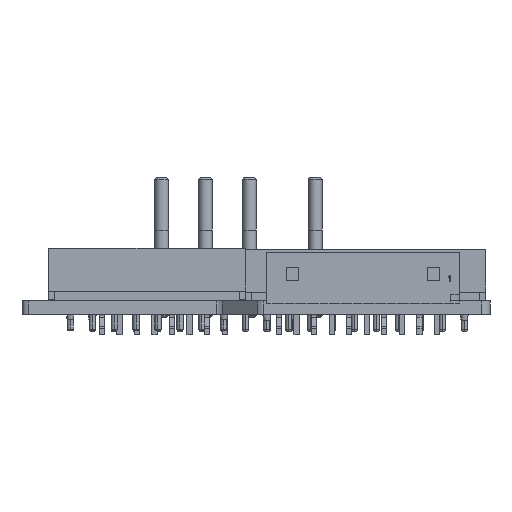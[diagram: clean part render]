
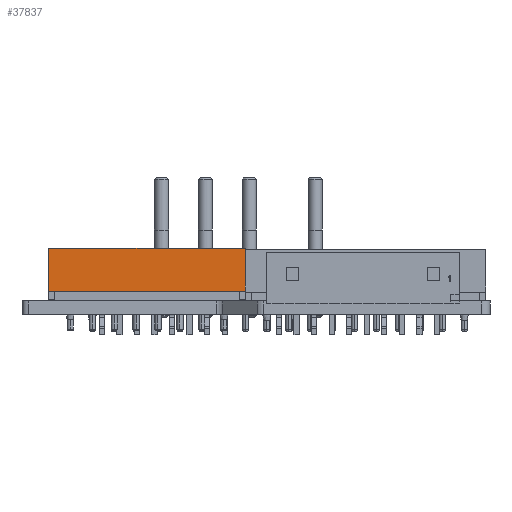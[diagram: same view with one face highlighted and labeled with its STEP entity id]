
A CAD part, left-side view. The second image highlights one B-rep face of the part: STEP entity #37837.
In plain terms, the highlighted face is planar.
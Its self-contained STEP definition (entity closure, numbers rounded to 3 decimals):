
#37468 = VERTEX_POINT('',#37469);
#37469 = CARTESIAN_POINT('',(11.2,-1.95,2.47));
#37475 = EDGE_CURVE('',#37468,#37476,#37478,.T.);
#37476 = VERTEX_POINT('',#37477);
#37477 = CARTESIAN_POINT('',(11.2,2.95,2.47));
#37478 = LINE('',#37479,#37480);
#37479 = CARTESIAN_POINT('',(11.2,-1.95,2.47));
#37480 = VECTOR('',#37481,1.);
#37481 = DIRECTION('',(0.,1.,0.));
#37619 = EDGE_CURVE('',#37620,#37476,#37622,.T.);
#37620 = VERTEX_POINT('',#37621);
#37621 = CARTESIAN_POINT('',(-11.2,2.95,2.47));
#37622 = LINE('',#37623,#37624);
#37623 = CARTESIAN_POINT('',(-11.2,2.95,2.47));
#37624 = VECTOR('',#37625,1.);
#37625 = DIRECTION('',(1.,0.,0.));
#37763 = EDGE_CURVE('',#37764,#37620,#37766,.T.);
#37764 = VERTEX_POINT('',#37765);
#37765 = CARTESIAN_POINT('',(-11.2,-1.95,2.47));
#37766 = LINE('',#37767,#37768);
#37767 = CARTESIAN_POINT('',(-11.2,-1.95,2.47));
#37768 = VECTOR('',#37769,1.);
#37769 = DIRECTION('',(0.,1.,0.));
#37837 = ADVANCED_FACE('',(#37838),#37849,.T.);
#37838 = FACE_BOUND('',#37839,.F.);
#37839 = EDGE_LOOP('',(#37840,#37846,#37847,#37848));
#37840 = ORIENTED_EDGE('',*,*,#37841,.F.);
#37841 = EDGE_CURVE('',#37764,#37468,#37842,.T.);
#37842 = LINE('',#37843,#37844);
#37843 = CARTESIAN_POINT('',(-11.2,-1.95,2.47));
#37844 = VECTOR('',#37845,1.);
#37845 = DIRECTION('',(1.,0.,0.));
#37846 = ORIENTED_EDGE('',*,*,#37763,.T.);
#37847 = ORIENTED_EDGE('',*,*,#37619,.T.);
#37848 = ORIENTED_EDGE('',*,*,#37475,.F.);
#37849 = PLANE('',#37850);
#37850 = AXIS2_PLACEMENT_3D('',#37851,#37852,#37853);
#37851 = CARTESIAN_POINT('',(-11.2,-2.95,2.47));
#37852 = DIRECTION('',(0.,0.,1.));
#37853 = DIRECTION('',(1.,0.,-0.));
